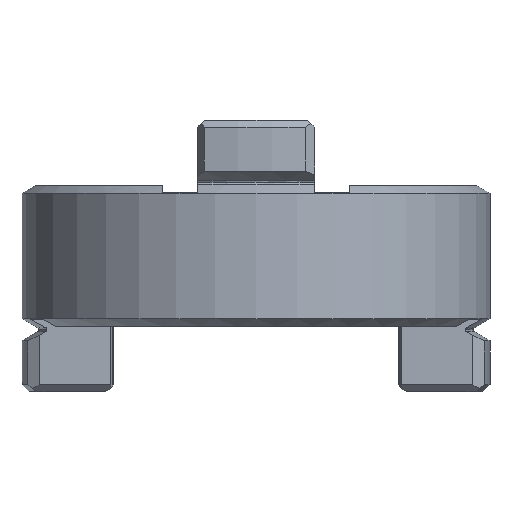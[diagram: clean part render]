
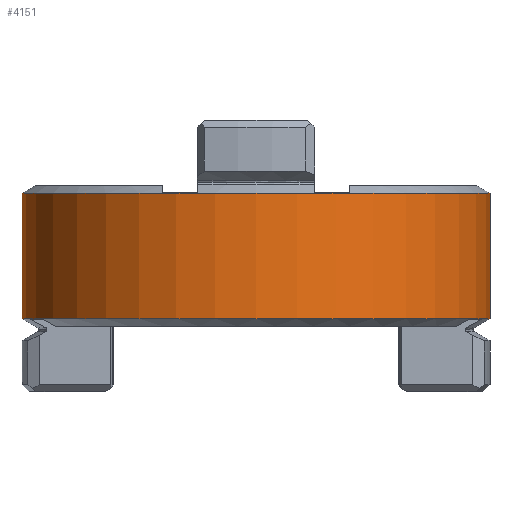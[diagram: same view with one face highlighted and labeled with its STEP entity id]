
A CAD part, front view. The second image highlights one B-rep face of the part: STEP entity #4151.
In plain terms, the highlighted cylindrical face has radius 20 mm (diameter 40 mm), a partial arc.
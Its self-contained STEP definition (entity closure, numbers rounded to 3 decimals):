
#25 = VERTEX_POINT ( 'NONE', #1339 ) ;
#504 = CARTESIAN_POINT ( 'NONE',  ( 0., 0., 5.355 ) ) ;
#534 = DIRECTION ( 'NONE',  ( 1., 0., 0. ) ) ;
#568 = DIRECTION ( 'NONE',  ( 0., 0., 1. ) ) ;
#692 = CARTESIAN_POINT ( 'NONE',  ( 0., 0., -5.355 ) ) ;
#703 = DIRECTION ( 'NONE',  ( 0., 0., 1. ) ) ;
#704 = DIRECTION ( 'NONE',  ( 1., 0., 0. ) ) ;
#1214 = CARTESIAN_POINT ( 'NONE',  ( 0., 0., 33.765 ) ) ;
#1217 = DIRECTION ( 'NONE',  ( 1., 0., 0. ) ) ;
#1249 = DIRECTION ( 'NONE',  ( 0., 0., 1. ) ) ;
#1320 = CARTESIAN_POINT ( 'NONE',  ( 20., 0., -5.355 ) ) ;
#1324 = CARTESIAN_POINT ( 'NONE',  ( -20., 0., -5.355 ) ) ;
#1338 = CARTESIAN_POINT ( 'NONE',  ( -20., 0., 5.355 ) ) ;
#1339 = CARTESIAN_POINT ( 'NONE',  ( 20., 0., 5.355 ) ) ;
#1748 = DIRECTION ( 'NONE',  ( 0., 0., 1. ) ) ;
#1786 = CARTESIAN_POINT ( 'NONE',  ( -20., 0., 33.765 ) ) ;
#1816 = DIRECTION ( 'NONE',  ( 0., 0., 1. ) ) ;
#1821 = CARTESIAN_POINT ( 'NONE',  ( 20., 0., 33.765 ) ) ;
#2383 = ORIENTED_EDGE ( 'NONE', *, *, #3695, .F. ) ;
#2393 = ORIENTED_EDGE ( 'NONE', *, *, #3300, .F. ) ;
#2403 = ORIENTED_EDGE ( 'NONE', *, *, #4063, .T. ) ;
#2429 = ORIENTED_EDGE ( 'NONE', *, *, #3314, .T. ) ;
#2461 = LINE ( 'NONE', #1786, #2462 ) ;
#2462 = VECTOR ( 'NONE', #1748, 1000. ) ;
#2523 = VECTOR ( 'NONE', #1816, 1000. ) ;
#2557 = LINE ( 'NONE', #1821, #2523 ) ;
#2662 = CIRCLE ( 'NONE', #3488, 20. ) ;
#2687 = CIRCLE ( 'NONE', #3482, 20. ) ;
#2791 = FACE_OUTER_BOUND ( 'NONE', #3037, .T. ) ;
#2792 = CYLINDRICAL_SURFACE ( 'NONE', #3542, 20. ) ;
#3037 = EDGE_LOOP ( 'NONE', ( #2393, #2403, #2429, #2383 ) ) ;
#3069 = VERTEX_POINT ( 'NONE', #1338 ) ;
#3076 = VERTEX_POINT ( 'NONE', #1320 ) ;
#3079 = VERTEX_POINT ( 'NONE', #1324 ) ;
#3300 = EDGE_CURVE ( 'NONE', #3079, #3069, #2461, .T. ) ;
#3314 = EDGE_CURVE ( 'NONE', #3076, #25, #2557, .T. ) ;
#3482 = AXIS2_PLACEMENT_3D ( 'NONE', #504, #568, #534 ) ;
#3488 = AXIS2_PLACEMENT_3D ( 'NONE', #692, #703, #704 ) ;
#3542 = AXIS2_PLACEMENT_3D ( 'NONE', #1214, #1249, #1217 ) ;
#3695 = EDGE_CURVE ( 'NONE', #3069, #25, #2687, .T. ) ;
#4063 = EDGE_CURVE ( 'NONE', #3079, #3076, #2662, .T. ) ;
#4151 = ADVANCED_FACE ( 'NONE', ( #2791 ), #2792, .T. ) ;
